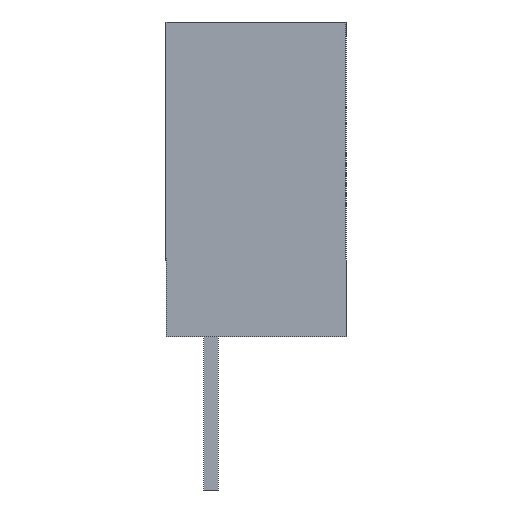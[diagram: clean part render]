
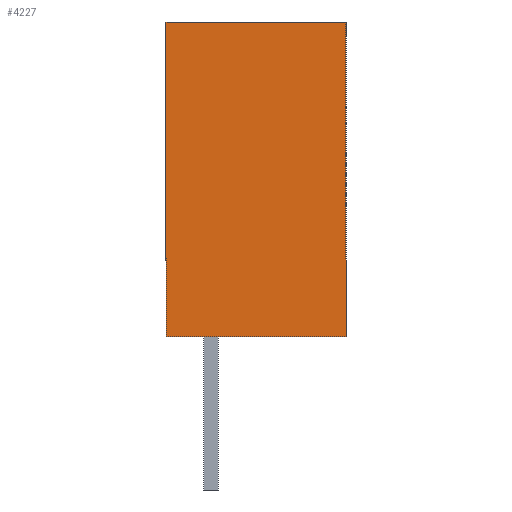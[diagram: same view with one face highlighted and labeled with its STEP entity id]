
A CAD part, left-side view. The second image highlights one B-rep face of the part: STEP entity #4227.
In plain terms, the highlighted planar face has unit normal (-1, 0, 0).
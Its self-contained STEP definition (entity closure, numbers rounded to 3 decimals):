
#742 = VERTEX_POINT('',#743);
#743 = CARTESIAN_POINT('',(-23.114,8.89,2.54));
#749 = EDGE_CURVE('',#742,#750,#752,.T.);
#750 = VERTEX_POINT('',#751);
#751 = CARTESIAN_POINT('',(-23.114,0.,2.54));
#752 = LINE('',#753,#754);
#753 = CARTESIAN_POINT('',(-23.114,8.89,2.54));
#754 = VECTOR('',#755,1.);
#755 = DIRECTION('',(0.,-1.,0.));
#790 = VERTEX_POINT('',#791);
#791 = CARTESIAN_POINT('',(-23.114,0.,-2.54));
#797 = EDGE_CURVE('',#798,#790,#800,.T.);
#798 = VERTEX_POINT('',#799);
#799 = CARTESIAN_POINT('',(-23.114,8.89,-2.54));
#800 = LINE('',#801,#802);
#801 = CARTESIAN_POINT('',(-23.114,8.89,-2.54));
#802 = VECTOR('',#803,1.);
#803 = DIRECTION('',(0.,-1.,0.));
#914 = EDGE_CURVE('',#790,#750,#915,.T.);
#915 = LINE('',#916,#917);
#916 = CARTESIAN_POINT('',(-23.114,0.,-2.54));
#917 = VECTOR('',#918,1.);
#918 = DIRECTION('',(0.,0.,1.));
#3581 = EDGE_CURVE('',#798,#742,#3582,.T.);
#3582 = LINE('',#3583,#3584);
#3583 = CARTESIAN_POINT('',(-23.114,8.89,-2.54));
#3584 = VECTOR('',#3585,1.);
#3585 = DIRECTION('',(0.,0.,1.));
#4227 = ADVANCED_FACE('',(#4228),#4234,.F.);
#4228 = FACE_BOUND('',#4229,.T.);
#4229 = EDGE_LOOP('',(#4230,#4231,#4232,#4233));
#4230 = ORIENTED_EDGE('',*,*,#914,.T.);
#4231 = ORIENTED_EDGE('',*,*,#749,.F.);
#4232 = ORIENTED_EDGE('',*,*,#3581,.F.);
#4233 = ORIENTED_EDGE('',*,*,#797,.T.);
#4234 = PLANE('',#4235);
#4235 = AXIS2_PLACEMENT_3D('',#4236,#4237,#4238);
#4236 = CARTESIAN_POINT('',(-23.114,8.89,-2.54));
#4237 = DIRECTION('',(1.,0.,0.));
#4238 = DIRECTION('',(0.,0.,-1.));
